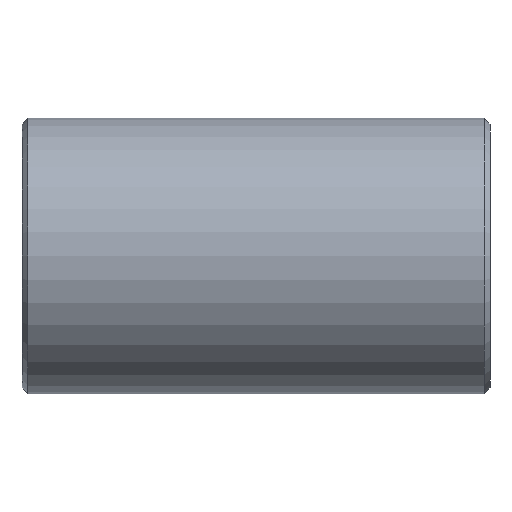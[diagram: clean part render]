
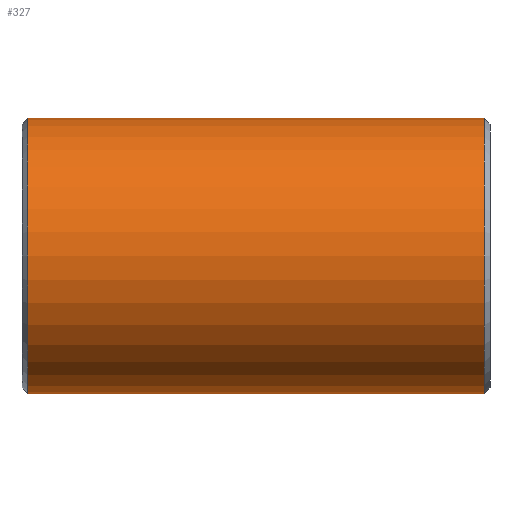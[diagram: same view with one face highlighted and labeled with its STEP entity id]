
A CAD part, front view. The second image highlights one B-rep face of the part: STEP entity #327.
In plain terms, the highlighted cylindrical face has radius 84.138 mm (diameter 168.275 mm), a partial arc.
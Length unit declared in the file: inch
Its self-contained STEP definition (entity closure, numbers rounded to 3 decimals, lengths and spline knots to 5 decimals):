
#8 = CARTESIAN_POINT ( 'NONE',  ( 5.62, 0., -3.3125 ) ) ;
#16 = DIRECTION ( 'NONE',  ( 0., 0., 1. ) ) ;
#20 = CARTESIAN_POINT ( 'NONE',  ( -5.476, 0., -3.3125 ) ) ;
#23 = DIRECTION ( 'NONE',  ( -1., 0., 0. ) ) ;
#27 = CARTESIAN_POINT ( 'NONE',  ( 5.62, 0., 3.3125 ) ) ;
#30 = EDGE_CURVE ( 'NONE', #133, #529, #278, .T. ) ;
#44 = ORIENTED_EDGE ( 'NONE', *, *, #266, .F. ) ;
#70 = DIRECTION ( 'NONE',  ( -1., 0., 0. ) ) ;
#73 = AXIS2_PLACEMENT_3D ( 'NONE', #389, #70, #16 ) ;
#98 = DIRECTION ( 'NONE',  ( 1., 0., 0. ) ) ;
#100 = AXIS2_PLACEMENT_3D ( 'NONE', #176, #411, #449 ) ;
#128 = EDGE_LOOP ( 'NONE', ( #250, #517, #504, #422, #431, #44 ) ) ;
#133 = VERTEX_POINT ( 'NONE', #479 ) ;
#135 = LINE ( 'NONE', #27, #189 ) ;
#154 = FACE_OUTER_BOUND ( 'NONE', #128, .T. ) ;
#176 = CARTESIAN_POINT ( 'NONE',  ( 5.476, 0., 0. ) ) ;
#178 = DIRECTION ( 'NONE',  ( -1., 0., 0. ) ) ;
#189 = VECTOR ( 'NONE', #178, 39.37008 ) ;
#197 = VERTEX_POINT ( 'NONE', #20 ) ;
#243 = DIRECTION ( 'NONE',  ( 0., 0., 1. ) ) ;
#250 = ORIENTED_EDGE ( 'NONE', *, *, #545, .F. ) ;
#266 = EDGE_CURVE ( 'NONE', #361, #197, #486, .T. ) ;
#269 = CARTESIAN_POINT ( 'NONE',  ( -5.476, 0., 3.3125 ) ) ;
#278 = LINE ( 'NONE', #420, #494 ) ;
#301 = CYLINDRICAL_SURFACE ( 'NONE', #73, 3.3125 ) ;
#305 = AXIS2_PLACEMENT_3D ( 'NONE', #432, #98, #243 ) ;
#321 = EDGE_CURVE ( 'NONE', #388, #197, #511, .T. ) ;
#327 = ADVANCED_FACE ( 'NONE', ( #154 ), #301, .T. ) ;
#330 = VERTEX_POINT ( 'NONE', #518 ) ;
#331 = VECTOR ( 'NONE', #561, 39.37008 ) ;
#354 = CARTESIAN_POINT ( 'NONE',  ( 0., 0., 3.3125 ) ) ;
#359 = CIRCLE ( 'NONE', #100, 3.3125 ) ;
#361 = VERTEX_POINT ( 'NONE', #483 ) ;
#376 = DIRECTION ( 'NONE',  ( -1., 0., 0. ) ) ;
#377 = LINE ( 'NONE', #463, #331 ) ;
#388 = VERTEX_POINT ( 'NONE', #269 ) ;
#389 = CARTESIAN_POINT ( 'NONE',  ( 5.62, 0., 0. ) ) ;
#400 = EDGE_CURVE ( 'NONE', #529, #388, #135, .T. ) ;
#411 = DIRECTION ( 'NONE',  ( -1., 0., 0. ) ) ;
#420 = CARTESIAN_POINT ( 'NONE',  ( 5.62, 0., 3.3125 ) ) ;
#422 = ORIENTED_EDGE ( 'NONE', *, *, #400, .T. ) ;
#431 = ORIENTED_EDGE ( 'NONE', *, *, #321, .T. ) ;
#432 = CARTESIAN_POINT ( 'NONE',  ( -5.476, 0., 0. ) ) ;
#433 = EDGE_CURVE ( 'NONE', #330, #133, #359, .T. ) ;
#449 = DIRECTION ( 'NONE',  ( 0., 0., -1. ) ) ;
#450 = VECTOR ( 'NONE', #23, 39.37008 ) ;
#463 = CARTESIAN_POINT ( 'NONE',  ( 5.62, 0., -3.3125 ) ) ;
#479 = CARTESIAN_POINT ( 'NONE',  ( 5.476, 0., 3.3125 ) ) ;
#483 = CARTESIAN_POINT ( 'NONE',  ( 0., 0., -3.3125 ) ) ;
#486 = LINE ( 'NONE', #8, #450 ) ;
#494 = VECTOR ( 'NONE', #376, 39.37008 ) ;
#504 = ORIENTED_EDGE ( 'NONE', *, *, #30, .T. ) ;
#511 = CIRCLE ( 'NONE', #305, 3.3125 ) ;
#517 = ORIENTED_EDGE ( 'NONE', *, *, #433, .T. ) ;
#518 = CARTESIAN_POINT ( 'NONE',  ( 5.476, 0., -3.3125 ) ) ;
#529 = VERTEX_POINT ( 'NONE', #354 ) ;
#545 = EDGE_CURVE ( 'NONE', #330, #361, #377, .T. ) ;
#561 = DIRECTION ( 'NONE',  ( -1., 0., 0. ) ) ;
